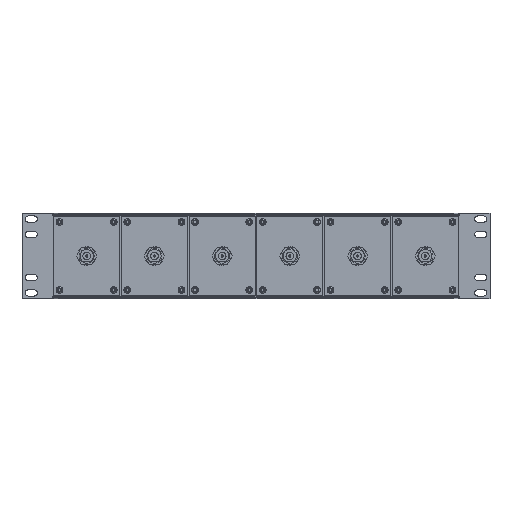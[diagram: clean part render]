
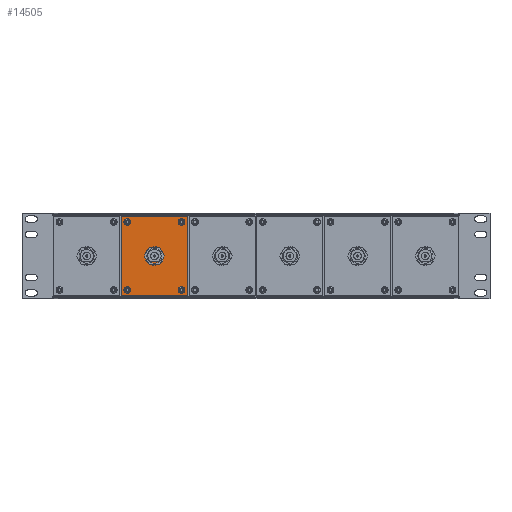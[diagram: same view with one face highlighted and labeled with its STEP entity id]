
A CAD part, front view. The second image highlights one B-rep face of the part: STEP entity #14505.
In plain terms, the highlighted planar face has unit normal (0, -1, 0).
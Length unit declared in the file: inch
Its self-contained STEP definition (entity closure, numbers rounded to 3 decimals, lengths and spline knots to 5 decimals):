
#333 = CARTESIAN_POINT ( 'NONE',  ( 0.12826, 0., -0.2175 ) ) ;
#436 = CIRCLE ( 'NONE', #7025, 0.13852 ) ;
#501 = CARTESIAN_POINT ( 'NONE',  ( -1.1, 0., -1.38 ) ) ;
#672 = CARTESIAN_POINT ( 'NONE',  ( -1.34, 0., -1.615 ) ) ;
#787 = ORIENTED_EDGE ( 'NONE', *, *, #21115, .F. ) ;
#1431 = VERTEX_POINT ( 'NONE', #12322 ) ;
#1471 = DIRECTION ( 'NONE',  ( 0., 0., -1. ) ) ;
#1479 = CARTESIAN_POINT ( 'NONE',  ( 0., 0., 0. ) ) ;
#1502 = AXIS2_PLACEMENT_3D ( 'NONE', #20406, #9558, #22252 ) ;
#1640 = CARTESIAN_POINT ( 'NONE',  ( 1.1, 0., 1.51852 ) ) ;
#1659 = DIRECTION ( 'NONE',  ( 0., 0., -1. ) ) ;
#1911 = EDGE_LOOP ( 'NONE', ( #2785, #14634 ) ) ;
#2012 = CIRCLE ( 'NONE', #1502, 0.13852 ) ;
#2210 = FACE_BOUND ( 'NONE', #19075, .T. ) ;
#2289 = CIRCLE ( 'NONE', #15196, 0.13852 ) ;
#2317 = LINE ( 'NONE', #12226, #11601 ) ;
#2344 = DIRECTION ( 'NONE',  ( 0., 0., -1. ) ) ;
#2535 = DIRECTION ( 'NONE',  ( 0., -1., 0. ) ) ;
#2582 = AXIS2_PLACEMENT_3D ( 'NONE', #23404, #12567, #1471 ) ;
#2629 = EDGE_CURVE ( 'NONE', #21322, #6055, #2317, .T. ) ;
#2659 = CIRCLE ( 'NONE', #9932, 0.13852 ) ;
#2761 = VERTEX_POINT ( 'NONE', #10548 ) ;
#2785 = ORIENTED_EDGE ( 'NONE', *, *, #18813, .F. ) ;
#2814 = ORIENTED_EDGE ( 'NONE', *, *, #3246, .F. ) ;
#2819 = ORIENTED_EDGE ( 'NONE', *, *, #20012, .F. ) ;
#2868 = VERTEX_POINT ( 'NONE', #16037 ) ;
#2981 = AXIS2_PLACEMENT_3D ( 'NONE', #672, #2535, #15388 ) ;
#3023 = CARTESIAN_POINT ( 'NONE',  ( -1.34, 0., -1.615 ) ) ;
#3246 = EDGE_CURVE ( 'NONE', #8007, #18262, #23427, .T. ) ;
#3359 = CIRCLE ( 'NONE', #7313, 0.13852 ) ;
#3533 = CARTESIAN_POINT ( 'NONE',  ( 1.1, 0., -1.38 ) ) ;
#4104 = LINE ( 'NONE', #17578, #13847 ) ;
#4354 = EDGE_CURVE ( 'NONE', #21322, #20805, #5973, .T. ) ;
#4655 = DIRECTION ( 'NONE',  ( 0., 0., -1. ) ) ;
#4850 = VERTEX_POINT ( 'NONE', #7121 ) ;
#4869 = CIRCLE ( 'NONE', #19612, 0.13852 ) ;
#5198 = EDGE_LOOP ( 'NONE', ( #14890, #9771, #23710, #18818 ) ) ;
#5428 = DIRECTION ( 'NONE',  ( 0., 0., -1. ) ) ;
#5637 = DIRECTION ( 'NONE',  ( 0., -1., 0. ) ) ;
#5764 = CARTESIAN_POINT ( 'NONE',  ( 1.1, 0., 1.38 ) ) ;
#5778 = VERTEX_POINT ( 'NONE', #5788 ) ;
#5788 = CARTESIAN_POINT ( 'NONE',  ( 1.1, 0., -1.24148 ) ) ;
#5932 = DIRECTION ( 'NONE',  ( 0., -1., 0. ) ) ;
#5973 = LINE ( 'NONE', #3023, #10268 ) ;
#6055 = VERTEX_POINT ( 'NONE', #9308 ) ;
#6404 = DIRECTION ( 'NONE',  ( 0., 0., 1. ) ) ;
#6506 = ORIENTED_EDGE ( 'NONE', *, *, #17066, .F. ) ;
#6577 = FACE_OUTER_BOUND ( 'NONE', #5198, .T. ) ;
#6603 = ORIENTED_EDGE ( 'NONE', *, *, #19255, .F. ) ;
#6680 = EDGE_CURVE ( 'NONE', #9195, #4850, #436, .T. ) ;
#6722 = DIRECTION ( 'NONE',  ( 0., 0., -1. ) ) ;
#6841 = FACE_BOUND ( 'NONE', #15711, .T. ) ;
#7025 = AXIS2_PLACEMENT_3D ( 'NONE', #7283, #7075, #6722 ) ;
#7075 = DIRECTION ( 'NONE',  ( 0., -1., 0. ) ) ;
#7121 = CARTESIAN_POINT ( 'NONE',  ( -1.1, 0., 1.24148 ) ) ;
#7283 = CARTESIAN_POINT ( 'NONE',  ( -1.1, 0., 1.38 ) ) ;
#7313 = AXIS2_PLACEMENT_3D ( 'NONE', #23568, #12731, #1659 ) ;
#8007 = VERTEX_POINT ( 'NONE', #333 ) ;
#8175 = VECTOR ( 'NONE', #23032, 39.37008 ) ;
#8335 = CARTESIAN_POINT ( 'NONE',  ( -1.34, 0., 1.615 ) ) ;
#8766 = AXIS2_PLACEMENT_3D ( 'NONE', #1479, #15969, #10839 ) ;
#9057 = VERTEX_POINT ( 'NONE', #22546 ) ;
#9130 = VERTEX_POINT ( 'NONE', #16131 ) ;
#9191 = LINE ( 'NONE', #15099, #23111 ) ;
#9195 = VERTEX_POINT ( 'NONE', #13115 ) ;
#9275 = EDGE_CURVE ( 'NONE', #14867, #20569, #10690, .T. ) ;
#9308 = CARTESIAN_POINT ( 'NONE',  ( 1.34, 0., -1.615 ) ) ;
#9558 = DIRECTION ( 'NONE',  ( 0., -1., 0. ) ) ;
#9771 = ORIENTED_EDGE ( 'NONE', *, *, #4354, .F. ) ;
#9932 = AXIS2_PLACEMENT_3D ( 'NONE', #501, #13386, #2344 ) ;
#10119 = DIRECTION ( 'NONE',  ( 0., -1., 0. ) ) ;
#10268 = VECTOR ( 'NONE', #6404, 39.37008 ) ;
#10368 = CARTESIAN_POINT ( 'NONE',  ( -1.34, 0., -0.2175 ) ) ;
#10401 = DIRECTION ( 'NONE',  ( 1., 0., 0. ) ) ;
#10495 = AXIS2_PLACEMENT_3D ( 'NONE', #5764, #5637, #4655 ) ;
#10548 = CARTESIAN_POINT ( 'NONE',  ( 1.34, 0., 1.615 ) ) ;
#10690 = CIRCLE ( 'NONE', #10495, 0.13852 ) ;
#10839 = DIRECTION ( 'NONE',  ( 0., 0., -1. ) ) ;
#11399 = DIRECTION ( 'NONE',  ( 0., 0., 1. ) ) ;
#11499 = FACE_BOUND ( 'NONE', #20199, .T. ) ;
#11601 = VECTOR ( 'NONE', #10401, 39.37008 ) ;
#12226 = CARTESIAN_POINT ( 'NONE',  ( -1.34, 0., -1.615 ) ) ;
#12300 = EDGE_LOOP ( 'NONE', ( #6603, #2819 ) ) ;
#12322 = CARTESIAN_POINT ( 'NONE',  ( -1.1, 0., -1.51852 ) ) ;
#12369 = EDGE_CURVE ( 'NONE', #5778, #9130, #2012, .T. ) ;
#12567 = DIRECTION ( 'NONE',  ( 0., -1., 0. ) ) ;
#12731 = DIRECTION ( 'NONE',  ( 0., -1., 0. ) ) ;
#13017 = AXIS2_PLACEMENT_3D ( 'NONE', #3533, #16390, #5428 ) ;
#13040 = LINE ( 'NONE', #10368, #8175 ) ;
#13115 = CARTESIAN_POINT ( 'NONE',  ( -1.1, 0., 1.51852 ) ) ;
#13386 = DIRECTION ( 'NONE',  ( 0., -1., 0. ) ) ;
#13406 = ORIENTED_EDGE ( 'NONE', *, *, #23128, .F. ) ;
#13847 = VECTOR ( 'NONE', #19398, 39.37008 ) ;
#14505 = ADVANCED_FACE ( 'NONE', ( #2210, #6841, #16563, #16315, #11499, #6577 ), #22611, .T. ) ;
#14634 = ORIENTED_EDGE ( 'NONE', *, *, #9275, .F. ) ;
#14867 = VERTEX_POINT ( 'NONE', #1640 ) ;
#14890 = ORIENTED_EDGE ( 'NONE', *, *, #16544, .F. ) ;
#15099 = CARTESIAN_POINT ( 'NONE',  ( 1.34, 0., -1.615 ) ) ;
#15104 = CARTESIAN_POINT ( 'NONE',  ( 1.1, 0., 1.24148 ) ) ;
#15196 = AXIS2_PLACEMENT_3D ( 'NONE', #20964, #10119, #22799 ) ;
#15388 = DIRECTION ( 'NONE',  ( 0., 0., -1. ) ) ;
#15711 = EDGE_LOOP ( 'NONE', ( #6506, #20810 ) ) ;
#15969 = DIRECTION ( 'NONE',  ( 0., -1., 0. ) ) ;
#16037 = CARTESIAN_POINT ( 'NONE',  ( -1.1, 0., -1.24148 ) ) ;
#16131 = CARTESIAN_POINT ( 'NONE',  ( 1.1, 0., -1.51852 ) ) ;
#16315 = FACE_BOUND ( 'NONE', #12300, .T. ) ;
#16390 = DIRECTION ( 'NONE',  ( 0., -1., 0. ) ) ;
#16544 = EDGE_CURVE ( 'NONE', #20805, #2761, #4104, .T. ) ;
#16563 = FACE_BOUND ( 'NONE', #1911, .T. ) ;
#16885 = CARTESIAN_POINT ( 'NONE',  ( 1.1, 0., 1.38 ) ) ;
#17066 = EDGE_CURVE ( 'NONE', #4850, #9195, #2289, .T. ) ;
#17578 = CARTESIAN_POINT ( 'NONE',  ( -1.34, 0., 1.615 ) ) ;
#18262 = VERTEX_POINT ( 'NONE', #20440 ) ;
#18374 = CIRCLE ( 'NONE', #13017, 0.13852 ) ;
#18655 = DIRECTION ( 'NONE',  ( 0., 0., -1. ) ) ;
#18813 = EDGE_CURVE ( 'NONE', #20569, #14867, #4869, .T. ) ;
#18818 = ORIENTED_EDGE ( 'NONE', *, *, #18861, .T. ) ;
#18861 = EDGE_CURVE ( 'NONE', #6055, #2761, #9191, .T. ) ;
#19075 = EDGE_LOOP ( 'NONE', ( #2814, #21595, #13406 ) ) ;
#19255 = EDGE_CURVE ( 'NONE', #1431, #2868, #3359, .T. ) ;
#19310 = CIRCLE ( 'NONE', #2582, 0.2525 ) ;
#19398 = DIRECTION ( 'NONE',  ( 1., 0., 0. ) ) ;
#19612 = AXIS2_PLACEMENT_3D ( 'NONE', #16885, #5932, #18655 ) ;
#19989 = ORIENTED_EDGE ( 'NONE', *, *, #12369, .F. ) ;
#20012 = EDGE_CURVE ( 'NONE', #2868, #1431, #2659, .T. ) ;
#20199 = EDGE_LOOP ( 'NONE', ( #787, #19989 ) ) ;
#20210 = EDGE_CURVE ( 'NONE', #9057, #8007, #13040, .T. ) ;
#20406 = CARTESIAN_POINT ( 'NONE',  ( 1.1, 0., -1.38 ) ) ;
#20440 = CARTESIAN_POINT ( 'NONE',  ( 0., 0., 0.2525 ) ) ;
#20456 = CARTESIAN_POINT ( 'NONE',  ( -1.34, 0., -1.615 ) ) ;
#20569 = VERTEX_POINT ( 'NONE', #15104 ) ;
#20805 = VERTEX_POINT ( 'NONE', #8335 ) ;
#20810 = ORIENTED_EDGE ( 'NONE', *, *, #6680, .F. ) ;
#20964 = CARTESIAN_POINT ( 'NONE',  ( -1.1, 0., 1.38 ) ) ;
#21115 = EDGE_CURVE ( 'NONE', #9130, #5778, #18374, .T. ) ;
#21322 = VERTEX_POINT ( 'NONE', #20456 ) ;
#21595 = ORIENTED_EDGE ( 'NONE', *, *, #20210, .F. ) ;
#22252 = DIRECTION ( 'NONE',  ( 0., 0., -1. ) ) ;
#22546 = CARTESIAN_POINT ( 'NONE',  ( -0.12826, 0., -0.2175 ) ) ;
#22611 = PLANE ( 'NONE',  #2981 ) ;
#22799 = DIRECTION ( 'NONE',  ( 0., 0., -1. ) ) ;
#23032 = DIRECTION ( 'NONE',  ( 1., 0., 0. ) ) ;
#23111 = VECTOR ( 'NONE', #11399, 39.37008 ) ;
#23128 = EDGE_CURVE ( 'NONE', #18262, #9057, #19310, .T. ) ;
#23404 = CARTESIAN_POINT ( 'NONE',  ( 0., 0., 0. ) ) ;
#23427 = CIRCLE ( 'NONE', #8766, 0.2525 ) ;
#23568 = CARTESIAN_POINT ( 'NONE',  ( -1.1, 0., -1.38 ) ) ;
#23710 = ORIENTED_EDGE ( 'NONE', *, *, #2629, .T. ) ;
